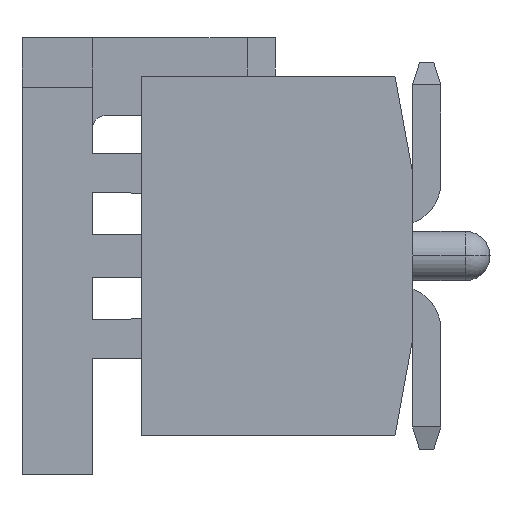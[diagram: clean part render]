
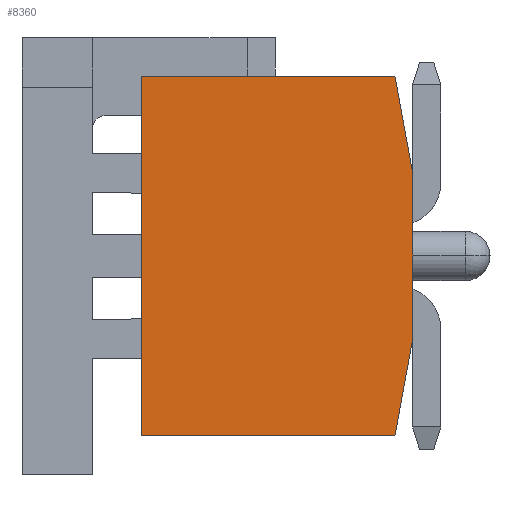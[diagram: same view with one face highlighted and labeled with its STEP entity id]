
A CAD part, left-side view. The second image highlights one B-rep face of the part: STEP entity #8360.
In plain terms, the highlighted planar face has unit normal (-1, 0, 0).
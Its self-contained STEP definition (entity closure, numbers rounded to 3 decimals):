
#8073=CARTESIAN_POINT('',(-8.825,1.625,2.55));
#8074=VERTEX_POINT('',#8073);
#8081=CARTESIAN_POINT('',(-8.825,-1.975,2.55));
#8082=VERTEX_POINT('',#8081);
#8083=CARTESIAN_POINT('',(-8.825,-1.975,2.55));
#8084=DIRECTION('',(0.,1.,0.));
#8085=VECTOR('',#8084,3.6);
#8086=LINE('',#8083,#8085);
#8087=EDGE_CURVE('',#8082,#8074,#8086,.T.);
#8115=CARTESIAN_POINT('',(-8.825,1.625,-2.551));
#8116=VERTEX_POINT('',#8115);
#8123=CARTESIAN_POINT('',(-8.825,1.625,2.55));
#8124=DIRECTION('',(0.,0.,-1.));
#8125=VECTOR('',#8124,5.1);
#8126=LINE('',#8123,#8125);
#8127=EDGE_CURVE('',#8074,#8116,#8126,.T.);
#8321=CARTESIAN_POINT('',(-8.825,-2.225,-2.551));
#8322=DIRECTION('',(0.,0.,1.));
#8323=DIRECTION('',(-1.,0.,0.));
#8324=AXIS2_PLACEMENT_3D('',#8321,#8323,#8322);
#8325=PLANE('',#8324);
#8326=CARTESIAN_POINT('',(-8.825,-1.975,-2.551));
#8327=VERTEX_POINT('',#8326);
#8328=CARTESIAN_POINT('',(-8.825,1.625,-2.551));
#8329=DIRECTION('',(0.,-1.,0.));
#8330=VECTOR('',#8329,3.6);
#8331=LINE('',#8328,#8330);
#8332=EDGE_CURVE('',#8116,#8327,#8331,.T.);
#8333=ORIENTED_EDGE('',*,*,#8332,.T.);
#8334=CARTESIAN_POINT('',(-8.825,-2.225,-1.181));
#8335=VERTEX_POINT('',#8334);
#8336=CARTESIAN_POINT('',(-8.825,-1.975,-2.551));
#8337=DIRECTION('',(0.,-0.18,0.984));
#8338=VECTOR('',#8337,1.393);
#8339=LINE('',#8336,#8338);
#8340=EDGE_CURVE('',#8327,#8335,#8339,.T.);
#8341=ORIENTED_EDGE('',*,*,#8340,.T.);
#8342=CARTESIAN_POINT('',(-8.825,-2.225,1.18));
#8343=VERTEX_POINT('',#8342);
#8344=CARTESIAN_POINT('',(-8.825,-2.225,-1.181));
#8345=DIRECTION('',(0.,0.,1.));
#8346=VECTOR('',#8345,2.36);
#8347=LINE('',#8344,#8346);
#8348=EDGE_CURVE('',#8335,#8343,#8347,.T.);
#8349=ORIENTED_EDGE('',*,*,#8348,.T.);
#8350=CARTESIAN_POINT('',(-8.825,-2.225,1.18));
#8351=DIRECTION('',(0.,0.18,0.984));
#8352=VECTOR('',#8351,1.393);
#8353=LINE('',#8350,#8352);
#8354=EDGE_CURVE('',#8343,#8082,#8353,.T.);
#8355=ORIENTED_EDGE('',*,*,#8354,.T.);
#8356=ORIENTED_EDGE('',*,*,#8087,.T.);
#8357=ORIENTED_EDGE('',*,*,#8127,.T.);
#8358=EDGE_LOOP('',(#8333,#8341,#8349,#8355,#8356,#8357));
#8359=FACE_OUTER_BOUND('',#8358,.T.);
#8360=ADVANCED_FACE('',(#8359),#8325,.T.);
